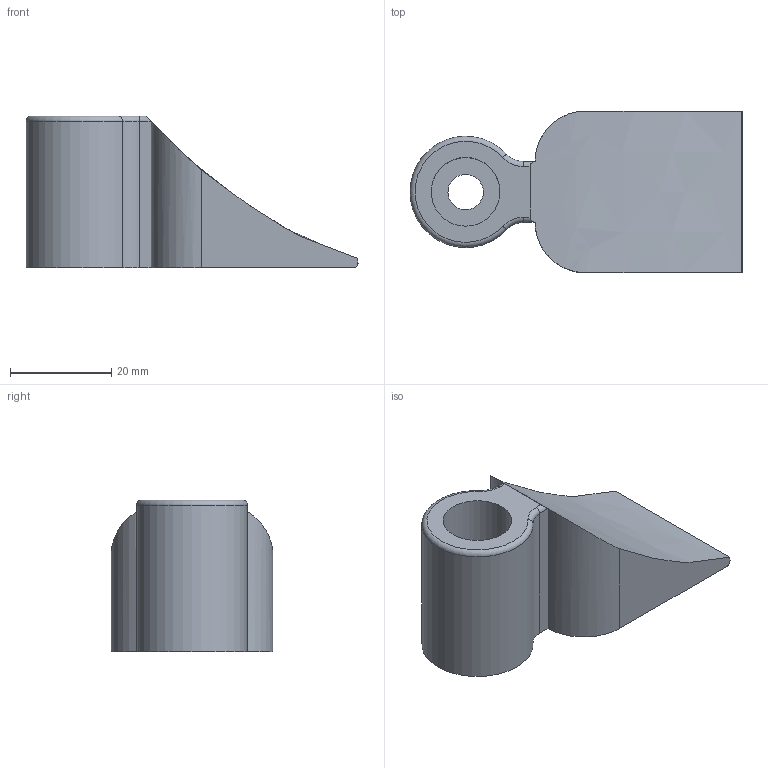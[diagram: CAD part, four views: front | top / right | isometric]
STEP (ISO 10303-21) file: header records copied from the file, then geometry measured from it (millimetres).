
FILE_DESCRIPTION(/* description */ ('STEP AP242','CAx-IF Rec.Pracs.---Representation and Presentation of Product Manufacturing Information (PMI)---4.0---2014-10-13','CAx-IF Rec.Pracs.---3D Tessellated Geometry---0.4---2014-09-14','2;1'),/* implementation_level */ '2;1');
FILE_NAME(/* name */ '62e98b92a0feaa2881a1c8e4',/* time_stamp */ '2022-08-02T20:39:47+00:00',/* author */ (''),/* organization */ (''),/* preprocessor_version */ 'ST-DEVELOPER v18.102',/* originating_system */ ' ',/* authorisation */ ' ');
FILE_SCHEMA (('AP242_MANAGED_MODEL_BASED_3D_ENGINEERING_MIM_LF { 1 0 10303 442 1 1 4 }'));
Length unit declared in the file: metre
Products named in the file (1): Part 1
Bounding box: 65.68 x 32 x 30 mm (x, y, z)
Volume: 24359.5 mm3; surface area: 8089.8 mm2
Topology: 1 solids, 1 shells, 22 faces, 51 edges, 32 vertices
Faces by surface type: cylinder 10, plane 8, torus 3, bspline 1
Full cylindrical faces by diameter (mm): 7 x1, 13.6 x1
Entity records: 703 total; most frequent: CARTESIAN_POINT 178, DIRECTION 108, ORIENTED_EDGE 98, EDGE_CURVE 49, AXIS2_PLACEMENT_3D 43, VERTEX_POINT 32, EDGE_LOOP 27, FACE_BOUND 27
